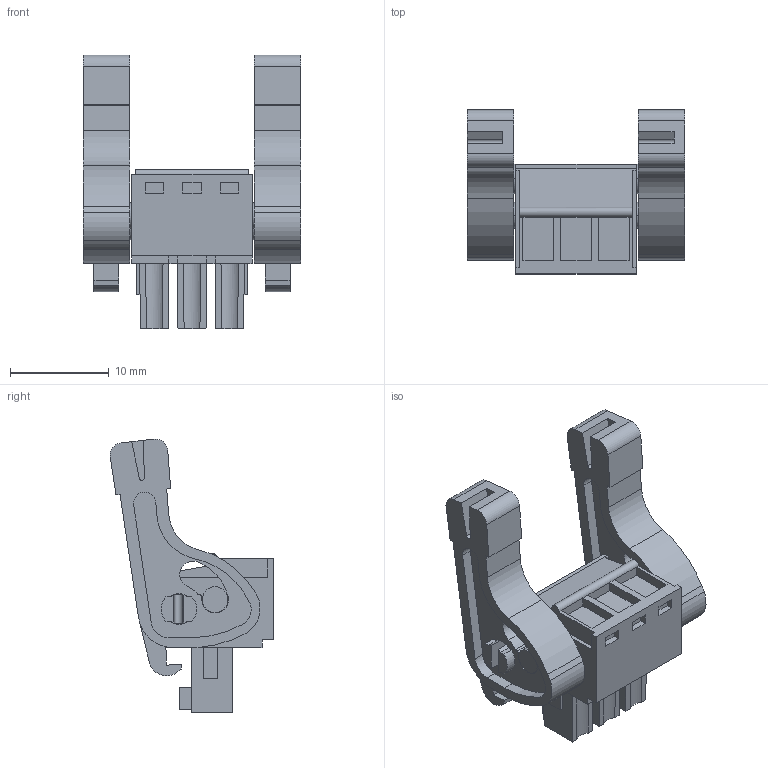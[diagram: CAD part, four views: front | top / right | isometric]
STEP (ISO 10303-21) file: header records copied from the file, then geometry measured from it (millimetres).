
FILE_DESCRIPTION(('CATIA V5 STEP','CAx-IF Rec.Pracs.--- Model Styling and Organization---1.2---2011-12-15'),'2;1');
FILE_NAME ('D1462203_0_2442370000_2442370000.stp','2017-07-31T14:47:23+00:00',('none'),('Weidmueller'),'CATIA Version 5-6 Release 2014','CATIA V5 STEP AP214','none');
FILE_SCHEMA(('AUTOMOTIVE_DESIGN { 1 0 10303 214 1 1 1 1 }'));
Length unit declared in the file: millimetre
Products named in the file (1): 2442370000
Bounding box: 22.02 x 16.55 x 27.68 mm (x, y, z)
Volume: 2393.6 mm3; surface area: 2997 mm2
Topology: 6 solids, 6 shells, 332 faces, 884 edges, 581 vertices
Faces by surface type: plane 227, cylinder 105
Entity records: 9616 total; most frequent: CARTESIAN_POINT 1777, ORIENTED_EDGE 1760, DIRECTION 1311, EDGE_CURVE 880, VECTOR 630, LINE 630, VERTEX_POINT 581, AXIS2_PLACEMENT_3D 455
